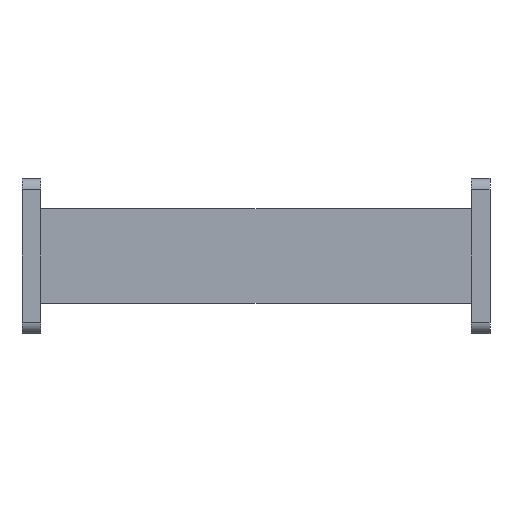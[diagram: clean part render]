
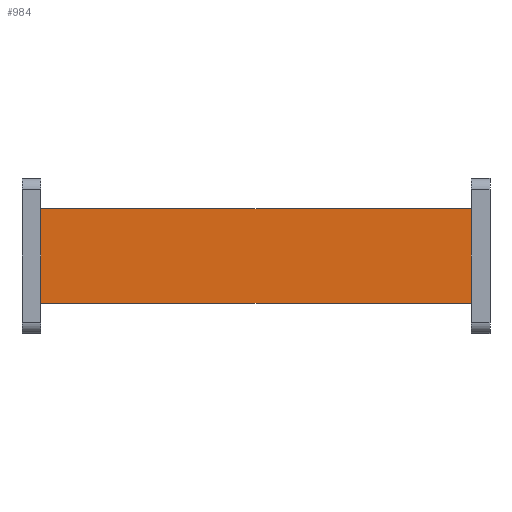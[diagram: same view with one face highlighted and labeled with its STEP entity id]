
A CAD part, front view. The second image highlights one B-rep face of the part: STEP entity #984.
In plain terms, the highlighted planar face has unit normal (0, -1, 0).
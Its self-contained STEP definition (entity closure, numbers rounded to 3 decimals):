
#8 = LINE ( 'NONE', #677, #262 ) ;
#47 = ORIENTED_EDGE ( 'NONE', *, *, #510, .T. ) ;
#107 = AXIS2_PLACEMENT_3D ( 'NONE', #924, #785, #465 ) ;
#241 = CARTESIAN_POINT ( 'NONE',  ( -57.5, -6.25, 12.6 ) ) ;
#262 = VECTOR ( 'NONE', #1144, 1000. ) ;
#330 = CARTESIAN_POINT ( 'NONE',  ( 57.5, -6.25, -12.6 ) ) ;
#383 = VECTOR ( 'NONE', #1258, 1000. ) ;
#390 = ORIENTED_EDGE ( 'NONE', *, *, #1353, .T. ) ;
#449 = FACE_OUTER_BOUND ( 'NONE', #707, .T. ) ;
#455 = LINE ( 'NONE', #914, #383 ) ;
#465 = DIRECTION ( 'NONE',  ( 0., 0., 1. ) ) ;
#510 = EDGE_CURVE ( 'NONE', #1014, #1224, #1111, .T. ) ;
#533 = CARTESIAN_POINT ( 'NONE',  ( -57.5, -6.25, 12.6 ) ) ;
#637 = VECTOR ( 'NONE', #1476, 1000. ) ;
#666 = CARTESIAN_POINT ( 'NONE',  ( 62.5, -6.25, 12.6 ) ) ;
#677 = CARTESIAN_POINT ( 'NONE',  ( 62.5, -6.25, -12.6 ) ) ;
#707 = EDGE_LOOP ( 'NONE', ( #1175, #47, #726, #390 ) ) ;
#726 = ORIENTED_EDGE ( 'NONE', *, *, #1063, .F. ) ;
#771 = VERTEX_POINT ( 'NONE', #330 ) ;
#781 = VERTEX_POINT ( 'NONE', #1280 ) ;
#785 = DIRECTION ( 'NONE',  ( 0., 1., 0. ) ) ;
#876 = DIRECTION ( 'NONE',  ( 0., 0., -1. ) ) ;
#914 = CARTESIAN_POINT ( 'NONE',  ( 57.5, -6.25, 12.6 ) ) ;
#924 = CARTESIAN_POINT ( 'NONE',  ( 62.5, -6.25, 12.6 ) ) ;
#931 = VECTOR ( 'NONE', #876, 1000. ) ;
#984 = ADVANCED_FACE ( 'NONE', ( #449 ), #1137, .F. ) ;
#1014 = VERTEX_POINT ( 'NONE', #241 ) ;
#1063 = EDGE_CURVE ( 'NONE', #771, #1224, #8, .T. ) ;
#1111 = LINE ( 'NONE', #533, #931 ) ;
#1137 = PLANE ( 'NONE',  #107 ) ;
#1144 = DIRECTION ( 'NONE',  ( -1., 0., 0. ) ) ;
#1149 = LINE ( 'NONE', #666, #637 ) ;
#1175 = ORIENTED_EDGE ( 'NONE', *, *, #1342, .T. ) ;
#1224 = VERTEX_POINT ( 'NONE', #1289 ) ;
#1258 = DIRECTION ( 'NONE',  ( 0., 0., 1. ) ) ;
#1280 = CARTESIAN_POINT ( 'NONE',  ( 57.5, -6.25, 12.6 ) ) ;
#1289 = CARTESIAN_POINT ( 'NONE',  ( -57.5, -6.25, -12.6 ) ) ;
#1342 = EDGE_CURVE ( 'NONE', #781, #1014, #1149, .T. ) ;
#1353 = EDGE_CURVE ( 'NONE', #771, #781, #455, .T. ) ;
#1476 = DIRECTION ( 'NONE',  ( -1., 0., 0. ) ) ;
